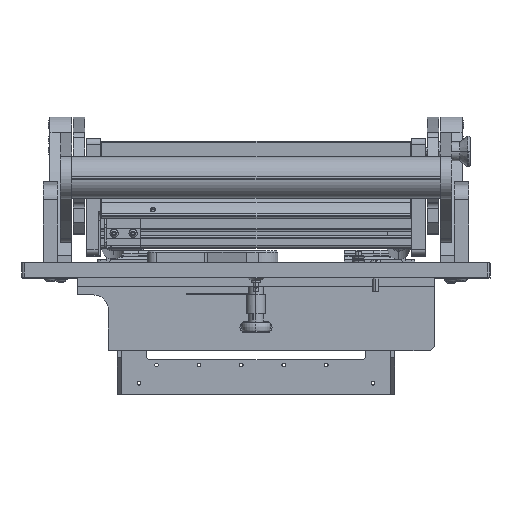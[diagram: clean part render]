
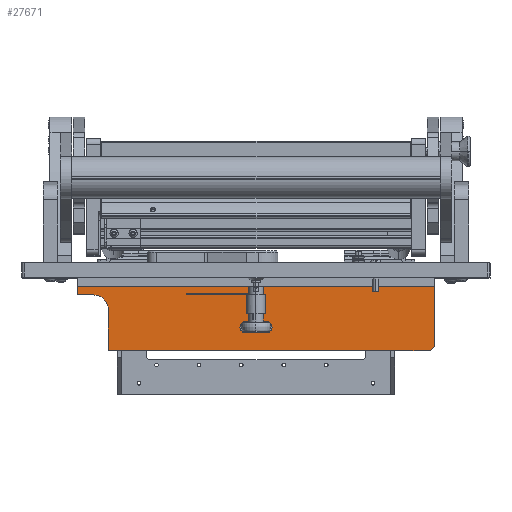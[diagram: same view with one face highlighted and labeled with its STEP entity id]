
A CAD part, top view. The second image highlights one B-rep face of the part: STEP entity #27671.
In plain terms, the highlighted face is planar.
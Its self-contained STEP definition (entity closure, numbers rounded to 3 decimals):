
#287 = DIRECTION ( 'NONE',  ( 1., 0., 0. ) ) ;
#1752 = DIRECTION ( 'NONE',  ( 0., -1., 0. ) ) ;
#1937 = CARTESIAN_POINT ( 'NONE',  ( -6., -34., 7. ) ) ;
#2010 = CARTESIAN_POINT ( 'NONE',  ( -6., -12., 122. ) ) ;
#2147 = LINE ( 'NONE', #38809, #48956 ) ;
#2283 = VERTEX_POINT ( 'NONE', #3626 ) ;
#2362 = EDGE_CURVE ( 'NONE', #72286, #44836, #28039, .T. ) ;
#3198 = VERTEX_POINT ( 'NONE', #44840 ) ;
#3473 = FACE_BOUND ( 'NONE', #60859, .T. ) ;
#3626 = CARTESIAN_POINT ( 'NONE',  ( -6., -50., -101. ) ) ;
#5352 = CARTESIAN_POINT ( 'NONE',  ( -6., -50., 122. ) ) ;
#5779 = LINE ( 'NONE', #30203, #53315 ) ;
#7990 = EDGE_LOOP ( 'NONE', ( #24097, #67071, #55776, #13388, #39125, #12792, #36600, #47312 ) ) ;
#8611 = LINE ( 'NONE', #50034, #37900 ) ;
#9002 = DIRECTION ( 'NONE',  ( 1., 0., 0. ) ) ;
#9379 = PLANE ( 'NONE',  #12928 ) ;
#9970 = AXIS2_PLACEMENT_3D ( 'NONE', #39472, #22101, #64337 ) ;
#11448 = CIRCLE ( 'NONE', #55544, 1.7 ) ;
#12792 = ORIENTED_EDGE ( 'NONE', *, *, #46634, .T. ) ;
#12928 = AXIS2_PLACEMENT_3D ( 'NONE', #62660, #9002, #20806 ) ;
#13388 = ORIENTED_EDGE ( 'NONE', *, *, #27771, .T. ) ;
#14872 = DIRECTION ( 'NONE',  ( 1., 0., 0. ) ) ;
#14985 = CARTESIAN_POINT ( 'NONE',  ( -6., -22., -101. ) ) ;
#15653 = FACE_BOUND ( 'NONE', #77109, .T. ) ;
#16024 = EDGE_CURVE ( 'NONE', #59099, #26562, #41185, .T. ) ;
#16776 = ORIENTED_EDGE ( 'NONE', *, *, #16024, .T. ) ;
#18062 = VECTOR ( 'NONE', #19345, 1000. ) ;
#19078 = CARTESIAN_POINT ( 'NONE',  ( -6., -6., -101. ) ) ;
#19345 = DIRECTION ( 'NONE',  ( 0., 0., 1. ) ) ;
#20261 = DIRECTION ( 'NONE',  ( 0., -1., 0. ) ) ;
#20806 = DIRECTION ( 'NONE',  ( 0., 1., 0. ) ) ;
#20907 = CARTESIAN_POINT ( 'NONE',  ( -6., -34., 8.7 ) ) ;
#21277 = VERTEX_POINT ( 'NONE', #14985 ) ;
#22101 = DIRECTION ( 'NONE',  ( 1., 0., 0. ) ) ;
#22369 = CIRCLE ( 'NONE', #56403, 1.7 ) ;
#23574 = CARTESIAN_POINT ( 'NONE',  ( -6., -34., -7. ) ) ;
#23895 = DIRECTION ( 'NONE',  ( 0., 0.707, 0.707 ) ) ;
#24097 = ORIENTED_EDGE ( 'NONE', *, *, #54202, .T. ) ;
#24998 = LINE ( 'NONE', #19078, #43988 ) ;
#25550 = CARTESIAN_POINT ( 'NONE',  ( -6., -12., -122. ) ) ;
#25868 = DIRECTION ( 'NONE',  ( 0., 1., 0. ) ) ;
#25910 = ORIENTED_EDGE ( 'NONE', *, *, #59914, .T. ) ;
#26562 = VERTEX_POINT ( 'NONE', #66635 ) ;
#27272 = VECTOR ( 'NONE', #53451, 1000. ) ;
#27635 = CARTESIAN_POINT ( 'NONE',  ( -6., -6., 122. ) ) ;
#27671 = ADVANCED_FACE ( 'NONE', ( #3473, #15653, #63441 ), #9379, .F. ) ;
#27771 = EDGE_CURVE ( 'NONE', #3198, #44836, #5779, .T. ) ;
#28039 = LINE ( 'NONE', #27635, #34789 ) ;
#28872 = CIRCLE ( 'NONE', #9970, 1.7 ) ;
#30203 = CARTESIAN_POINT ( 'NONE',  ( -6., -47., 122. ) ) ;
#31126 = DIRECTION ( 'NONE',  ( 1., 0., 0. ) ) ;
#32188 = CARTESIAN_POINT ( 'NONE',  ( -6., -22., -111. ) ) ;
#32565 = EDGE_CURVE ( 'NONE', #53939, #46620, #2147, .T. ) ;
#33204 = EDGE_CURVE ( 'NONE', #21277, #2283, #24998, .T. ) ;
#33564 = DIRECTION ( 'NONE',  ( 0., -1., 0. ) ) ;
#34789 = VECTOR ( 'NONE', #33564, 1000. ) ;
#36600 = ORIENTED_EDGE ( 'NONE', *, *, #32565, .T. ) ;
#37900 = VECTOR ( 'NONE', #63044, 1000. ) ;
#38567 = DIRECTION ( 'NONE',  ( 0., 1., 0. ) ) ;
#38809 = CARTESIAN_POINT ( 'NONE',  ( -6., -6., -122. ) ) ;
#39125 = ORIENTED_EDGE ( 'NONE', *, *, #2362, .F. ) ;
#39472 = CARTESIAN_POINT ( 'NONE',  ( -6., -34., -7. ) ) ;
#41185 = CIRCLE ( 'NONE', #51274, 1.7 ) ;
#41684 = CARTESIAN_POINT ( 'NONE',  ( -6., -47., 122. ) ) ;
#43645 = CARTESIAN_POINT ( 'NONE',  ( -6., -34., 5.3 ) ) ;
#43988 = VECTOR ( 'NONE', #1752, 1000. ) ;
#44836 = VERTEX_POINT ( 'NONE', #41684 ) ;
#44840 = CARTESIAN_POINT ( 'NONE',  ( -6., -50., 119. ) ) ;
#45690 = CARTESIAN_POINT ( 'NONE',  ( -6., -34., -8.7 ) ) ;
#46620 = VERTEX_POINT ( 'NONE', #25550 ) ;
#46629 = EDGE_CURVE ( 'NONE', #77514, #60585, #11448, .T. ) ;
#46634 = EDGE_CURVE ( 'NONE', #72286, #53939, #8611, .T. ) ;
#47312 = ORIENTED_EDGE ( 'NONE', *, *, #71874, .T. ) ;
#48924 = CIRCLE ( 'NONE', #56500, 10. ) ;
#48956 = VECTOR ( 'NONE', #20261, 1000. ) ;
#49335 = ORIENTED_EDGE ( 'NONE', *, *, #46629, .T. ) ;
#50034 = CARTESIAN_POINT ( 'NONE',  ( -6., -6., 122. ) ) ;
#51274 = AXIS2_PLACEMENT_3D ( 'NONE', #23574, #59125, #63890 ) ;
#53315 = VECTOR ( 'NONE', #23895, 1000. ) ;
#53451 = DIRECTION ( 'NONE',  ( 0., 0., -1. ) ) ;
#53740 = EDGE_CURVE ( 'NONE', #60585, #77514, #22369, .T. ) ;
#53939 = VERTEX_POINT ( 'NONE', #68590 ) ;
#54202 = EDGE_CURVE ( 'NONE', #55713, #21277, #48924, .T. ) ;
#55544 = AXIS2_PLACEMENT_3D ( 'NONE', #57106, #14872, #38567 ) ;
#55713 = VERTEX_POINT ( 'NONE', #63770 ) ;
#55776 = ORIENTED_EDGE ( 'NONE', *, *, #58263, .F. ) ;
#56403 = AXIS2_PLACEMENT_3D ( 'NONE', #1937, #31126, #74184 ) ;
#56500 = AXIS2_PLACEMENT_3D ( 'NONE', #32188, #287, #25868 ) ;
#57106 = CARTESIAN_POINT ( 'NONE',  ( -6., -34., 7. ) ) ;
#58263 = EDGE_CURVE ( 'NONE', #3198, #2283, #59764, .T. ) ;
#59099 = VERTEX_POINT ( 'NONE', #45690 ) ;
#59125 = DIRECTION ( 'NONE',  ( 1., 0., 0. ) ) ;
#59764 = LINE ( 'NONE', #5352, #27272 ) ;
#59914 = EDGE_CURVE ( 'NONE', #26562, #59099, #28872, .T. ) ;
#60113 = ORIENTED_EDGE ( 'NONE', *, *, #53740, .T. ) ;
#60585 = VERTEX_POINT ( 'NONE', #43645 ) ;
#60859 = EDGE_LOOP ( 'NONE', ( #60113, #49335 ) ) ;
#62660 = CARTESIAN_POINT ( 'NONE',  ( -6., -6., 122. ) ) ;
#63044 = DIRECTION ( 'NONE',  ( 0., 0., -1. ) ) ;
#63441 = FACE_OUTER_BOUND ( 'NONE', #7990, .T. ) ;
#63770 = CARTESIAN_POINT ( 'NONE',  ( -6., -12., -111. ) ) ;
#63890 = DIRECTION ( 'NONE',  ( 0., 1., 0. ) ) ;
#64337 = DIRECTION ( 'NONE',  ( 0., 1., 0. ) ) ;
#66634 = CARTESIAN_POINT ( 'NONE',  ( -6., -6., 122. ) ) ;
#66635 = CARTESIAN_POINT ( 'NONE',  ( -6., -34., -5.3 ) ) ;
#67071 = ORIENTED_EDGE ( 'NONE', *, *, #33204, .T. ) ;
#67892 = LINE ( 'NONE', #2010, #18062 ) ;
#68590 = CARTESIAN_POINT ( 'NONE',  ( -6., -6., -122. ) ) ;
#71874 = EDGE_CURVE ( 'NONE', #46620, #55713, #67892, .T. ) ;
#72286 = VERTEX_POINT ( 'NONE', #66634 ) ;
#74184 = DIRECTION ( 'NONE',  ( 0., 1., 0. ) ) ;
#77109 = EDGE_LOOP ( 'NONE', ( #16776, #25910 ) ) ;
#77514 = VERTEX_POINT ( 'NONE', #20907 ) ;
